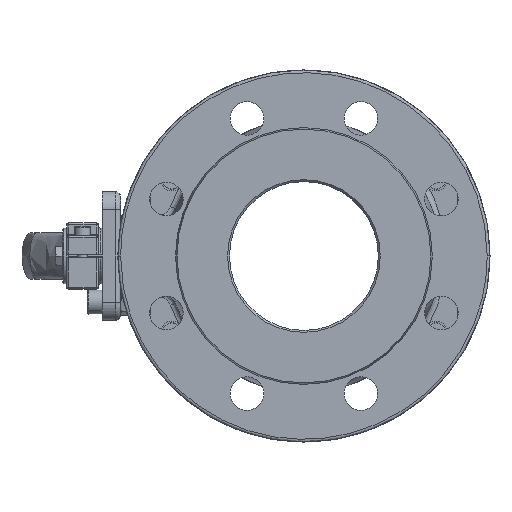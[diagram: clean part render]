
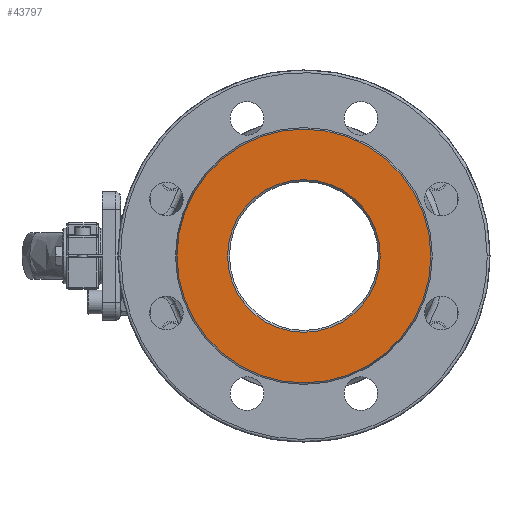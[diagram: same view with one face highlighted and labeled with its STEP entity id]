
A CAD part, left-side view. The second image highlights one B-rep face of the part: STEP entity #43797.
In plain terms, the highlighted planar face has unit normal (-1, 0, 0).
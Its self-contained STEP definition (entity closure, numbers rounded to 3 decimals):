
#646 = FACE_BOUND ( 'NONE', #49154, .T. ) ;
#817 = ORIENTED_EDGE ( 'NONE', *, *, #44318, .F. ) ;
#1571 = DIRECTION ( 'NONE',  ( 0., 1., 0. ) ) ;
#3746 = ORIENTED_EDGE ( 'NONE', *, *, #13959, .T. ) ;
#5768 = CARTESIAN_POINT ( 'NONE',  ( -79., 0., -41. ) ) ;
#7972 = CARTESIAN_POINT ( 'NONE',  ( -79., 0., 41. ) ) ;
#8469 = PLANE ( 'NONE',  #32850 ) ;
#10347 = VERTEX_POINT ( 'NONE', #28298 ) ;
#12086 = DIRECTION ( 'NONE',  ( 1., 0., 0. ) ) ;
#12767 = EDGE_CURVE ( 'NONE', #49577, #21808, #42175, .T. ) ;
#13060 = CARTESIAN_POINT ( 'NONE',  ( -79., 0., 0. ) ) ;
#13356 = CARTESIAN_POINT ( 'NONE',  ( -79., 0., 0. ) ) ;
#13959 = EDGE_CURVE ( 'NONE', #21808, #49577, #50383, .T. ) ;
#16028 = CARTESIAN_POINT ( 'NONE',  ( -79., 0., 0. ) ) ;
#16622 = DIRECTION ( 'NONE',  ( -1., 0., 0. ) ) ;
#17286 = DIRECTION ( 'NONE',  ( 1., 0., 0. ) ) ;
#18288 = EDGE_CURVE ( 'NONE', #10347, #23162, #21968, .T. ) ;
#18647 = AXIS2_PLACEMENT_3D ( 'NONE', #13356, #21217, #1571 ) ;
#20718 = ORIENTED_EDGE ( 'NONE', *, *, #12767, .T. ) ;
#21217 = DIRECTION ( 'NONE',  ( 1., 0., 0. ) ) ;
#21808 = VERTEX_POINT ( 'NONE', #7972 ) ;
#21968 = CIRCLE ( 'NONE', #34539, 68.196 ) ;
#23162 = VERTEX_POINT ( 'NONE', #51538 ) ;
#24660 = ORIENTED_EDGE ( 'NONE', *, *, #18288, .F. ) ;
#26957 = AXIS2_PLACEMENT_3D ( 'NONE', #13060, #17286, #41364 ) ;
#28298 = CARTESIAN_POINT ( 'NONE',  ( -79., 68.196, 0. ) ) ;
#28880 = CARTESIAN_POINT ( 'NONE',  ( -79., 41., 0. ) ) ;
#30011 = CARTESIAN_POINT ( 'NONE',  ( -79., 0., 0. ) ) ;
#32850 = AXIS2_PLACEMENT_3D ( 'NONE', #28880, #16622, #40424 ) ;
#34539 = AXIS2_PLACEMENT_3D ( 'NONE', #16028, #12086, #40361 ) ;
#37093 = DIRECTION ( 'NONE',  ( 1., 0., 0. ) ) ;
#40361 = DIRECTION ( 'NONE',  ( 0., 1., 0. ) ) ;
#40424 = DIRECTION ( 'NONE',  ( 0., -1., 0. ) ) ;
#41364 = DIRECTION ( 'NONE',  ( 0., 0., 1. ) ) ;
#41577 = DIRECTION ( 'NONE',  ( 0., 0., 1. ) ) ;
#42175 = CIRCLE ( 'NONE', #26957, 41. ) ;
#43797 = ADVANCED_FACE ( 'NONE', ( #48585, #646 ), #8469, .T. ) ;
#44318 = EDGE_CURVE ( 'NONE', #23162, #10347, #48776, .T. ) ;
#44499 = AXIS2_PLACEMENT_3D ( 'NONE', #30011, #37093, #41577 ) ;
#46210 = EDGE_LOOP ( 'NONE', ( #24660, #817 ) ) ;
#48585 = FACE_OUTER_BOUND ( 'NONE', #46210, .T. ) ;
#48776 = CIRCLE ( 'NONE', #18647, 68.196 ) ;
#49154 = EDGE_LOOP ( 'NONE', ( #3746, #20718 ) ) ;
#49577 = VERTEX_POINT ( 'NONE', #5768 ) ;
#50383 = CIRCLE ( 'NONE', #44499, 41. ) ;
#51538 = CARTESIAN_POINT ( 'NONE',  ( -79., -68.196, 0. ) ) ;
